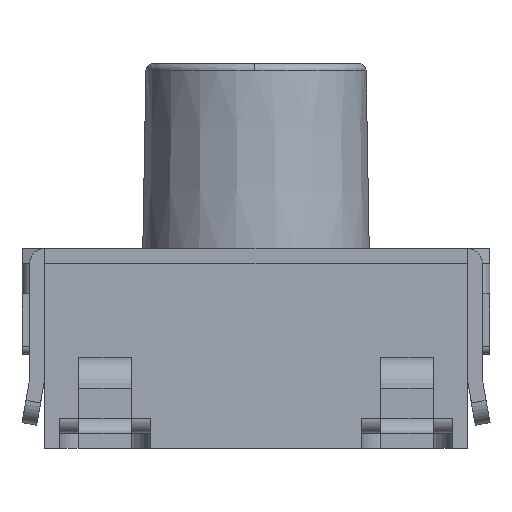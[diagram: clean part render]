
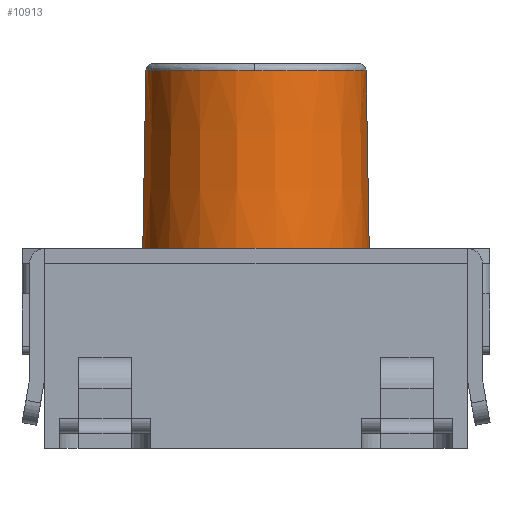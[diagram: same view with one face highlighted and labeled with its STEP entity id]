
A CAD part, left-side view. The second image highlights one B-rep face of the part: STEP entity #10913.
In plain terms, the highlighted conical face has half-angle 1 degrees and reference radius 1.5 mm.
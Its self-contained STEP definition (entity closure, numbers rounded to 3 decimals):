
#2306 = ORIENTED_EDGE ( 'NONE', *, *, #25848, .F. ) ;
#2377 = CARTESIAN_POINT ( 'NONE',  ( 0., 1.459, 5.002 ) ) ;
#2677 = EDGE_CURVE ( 'NONE', #17213, #4843, #29687, .T. ) ;
#3323 = VERTEX_POINT ( 'NONE', #29415 ) ;
#4186 = CONICAL_SURFACE ( 'NONE', #25942, 1.5, 0.017 ) ;
#4735 = ORIENTED_EDGE ( 'NONE', *, *, #22694, .F. ) ;
#4843 = VERTEX_POINT ( 'NONE', #2377 ) ;
#5444 = DIRECTION ( 'NONE',  ( 0., 0., -1. ) ) ;
#6313 = CIRCLE ( 'NONE', #14169, 1.459 ) ;
#7435 = CARTESIAN_POINT ( 'NONE',  ( 0., -1.459, 5.002 ) ) ;
#8343 = VERTEX_POINT ( 'NONE', #7435 ) ;
#9576 = DIRECTION ( 'NONE',  ( -1., 0., 0. ) ) ;
#10913 = ADVANCED_FACE ( 'NONE', ( #13680 ), #4186, .T. ) ;
#11410 = DIRECTION ( 'NONE',  ( 0., 0., -1. ) ) ;
#11820 = CARTESIAN_POINT ( 'NONE',  ( 0., 0., 5.002 ) ) ;
#11953 = CARTESIAN_POINT ( 'NONE',  ( 0., 1.5, 2.65 ) ) ;
#12138 = DIRECTION ( 'NONE',  ( 0., 0., -1. ) ) ;
#13680 = FACE_OUTER_BOUND ( 'NONE', #22938, .T. ) ;
#13951 = EDGE_CURVE ( 'NONE', #8343, #17213, #6313, .T. ) ;
#14169 = AXIS2_PLACEMENT_3D ( 'NONE', #19877, #5444, #22313 ) ;
#15286 = LINE ( 'NONE', #26086, #27196 ) ;
#15355 = VERTEX_POINT ( 'NONE', #16945 ) ;
#15659 = DIRECTION ( 'NONE',  ( 0., 1., 0. ) ) ;
#15733 = CARTESIAN_POINT ( 'NONE',  ( 0., 0., 2.65 ) ) ;
#15742 = EDGE_CURVE ( 'NONE', #4843, #15355, #17777, .T. ) ;
#15828 = ORIENTED_EDGE ( 'NONE', *, *, #13951, .T. ) ;
#16401 = DIRECTION ( 'NONE',  ( 0., 0., -1. ) ) ;
#16540 = ORIENTED_EDGE ( 'NONE', *, *, #15742, .T. ) ;
#16945 = CARTESIAN_POINT ( 'NONE',  ( 0., 1.5, 2.65 ) ) ;
#17213 = VERTEX_POINT ( 'NONE', #26543 ) ;
#17777 = LINE ( 'NONE', #11953, #29558 ) ;
#19205 = DIRECTION ( 'NONE',  ( 0., 0.017, -1. ) ) ;
#19877 = CARTESIAN_POINT ( 'NONE',  ( 0., 0., 5.002 ) ) ;
#20812 = AXIS2_PLACEMENT_3D ( 'NONE', #26443, #12138, #28785 ) ;
#22313 = DIRECTION ( 'NONE',  ( -1., 0., 0. ) ) ;
#22694 = EDGE_CURVE ( 'NONE', #3323, #15355, #25808, .T. ) ;
#22938 = EDGE_LOOP ( 'NONE', ( #2306, #15828, #26528, #16540, #4735 ) ) ;
#25214 = AXIS2_PLACEMENT_3D ( 'NONE', #11820, #11410, #9576 ) ;
#25808 = CIRCLE ( 'NONE', #20812, 1.5 ) ;
#25848 = EDGE_CURVE ( 'NONE', #8343, #3323, #15286, .T. ) ;
#25942 = AXIS2_PLACEMENT_3D ( 'NONE', #15733, #16401, #15659 ) ;
#26086 = CARTESIAN_POINT ( 'NONE',  ( 0., -1.5, 2.65 ) ) ;
#26443 = CARTESIAN_POINT ( 'NONE',  ( 0., 0., 2.65 ) ) ;
#26528 = ORIENTED_EDGE ( 'NONE', *, *, #2677, .T. ) ;
#26543 = CARTESIAN_POINT ( 'NONE',  ( -1.459, 0.015, 5.002 ) ) ;
#27196 = VECTOR ( 'NONE', #28371, 1000. ) ;
#28371 = DIRECTION ( 'NONE',  ( 0., -0.017, -1. ) ) ;
#28785 = DIRECTION ( 'NONE',  ( 0., 1., 0. ) ) ;
#29415 = CARTESIAN_POINT ( 'NONE',  ( 0., -1.5, 2.65 ) ) ;
#29558 = VECTOR ( 'NONE', #19205, 1000. ) ;
#29687 = CIRCLE ( 'NONE', #25214, 1.459 ) ;
